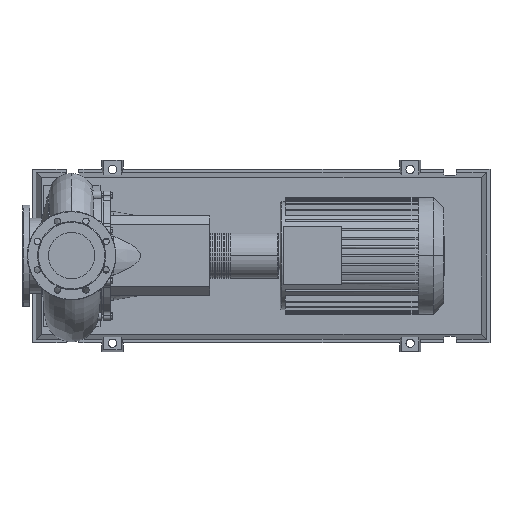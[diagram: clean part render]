
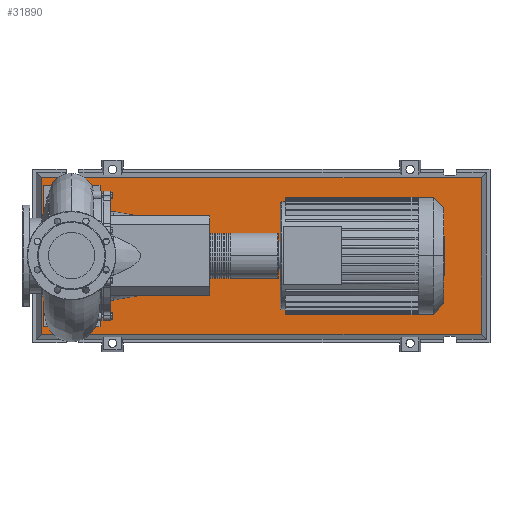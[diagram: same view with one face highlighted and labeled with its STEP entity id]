
A CAD part, top view. The second image highlights one B-rep face of the part: STEP entity #31890.
In plain terms, the highlighted planar face has unit normal (0, 0, 1).
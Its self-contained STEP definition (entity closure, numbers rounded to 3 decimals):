
#31571=CARTESIAN_POINT('',(1155.471,-220.471,103.0));
#31572=VERTEX_POINT('',#31571);
#31579=CARTESIAN_POINT('',(-85.471,-220.471,103.0));
#31580=VERTEX_POINT('',#31579);
#31581=CARTESIAN_POINT('',(1155.471,-220.471,103.0));
#31582=DIRECTION('',(-1.0,0.0,0.0));
#31583=VECTOR('',#31582,1240.941);
#31584=LINE('',#31581,#31583);
#31585=EDGE_CURVE('',#31572,#31580,#31584,.T.);
#31803=CARTESIAN_POINT('',(1155.471,220.471,103.0));
#31804=VERTEX_POINT('',#31803);
#31805=CARTESIAN_POINT('',(1155.471,220.471,103.0));
#31806=DIRECTION('',(0.0,-1.0,0.0));
#31807=VECTOR('',#31806,440.941);
#31808=LINE('',#31805,#31807);
#31809=EDGE_CURVE('',#31804,#31572,#31808,.T.);
#31827=CARTESIAN_POINT('',(-85.471,220.471,103.0));
#31828=VERTEX_POINT('',#31827);
#31829=CARTESIAN_POINT('',(-85.471,-220.471,103.0));
#31830=DIRECTION('',(0.0,1.0,0.0));
#31831=VECTOR('',#31830,440.941);
#31832=LINE('',#31829,#31831);
#31833=EDGE_CURVE('',#31580,#31828,#31832,.T.);
#31866=CARTESIAN_POINT('',(-85.471,220.471,103.0));
#31867=DIRECTION('',(1.0,0.0,0.0));
#31868=VECTOR('',#31867,1240.941);
#31869=LINE('',#31866,#31868);
#31870=EDGE_CURVE('',#31828,#31804,#31869,.T.);
#31879=CARTESIAN_POINT('',(535.,0.,103.0));
#31880=DIRECTION('',(0.0,0.0,1.0));
#31881=DIRECTION('',(1.0,0.0,0.0));
#31882=AXIS2_PLACEMENT_3D('',#31879,#31880,#31881);
#31883=PLANE('',#31882);
#31884=ORIENTED_EDGE('',*,*,#31809,.F.);
#31885=ORIENTED_EDGE('',*,*,#31870,.F.);
#31886=ORIENTED_EDGE('',*,*,#31833,.F.);
#31887=ORIENTED_EDGE('',*,*,#31585,.F.);
#31888=EDGE_LOOP('',(#31884,#31885,#31886,#31887));
#31889=FACE_OUTER_BOUND('',#31888,.T.);
#31890=ADVANCED_FACE('',(#31889),#31883,.T.);
